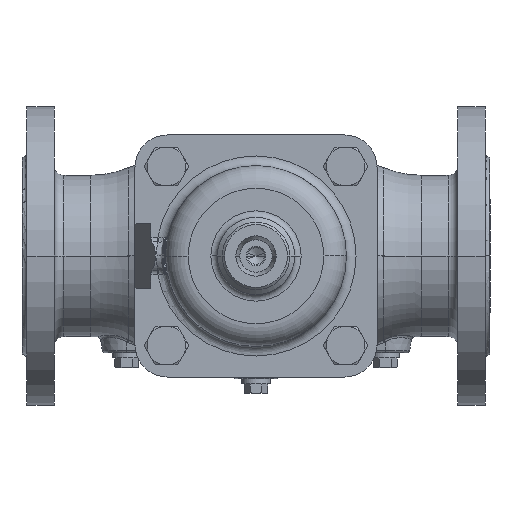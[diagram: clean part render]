
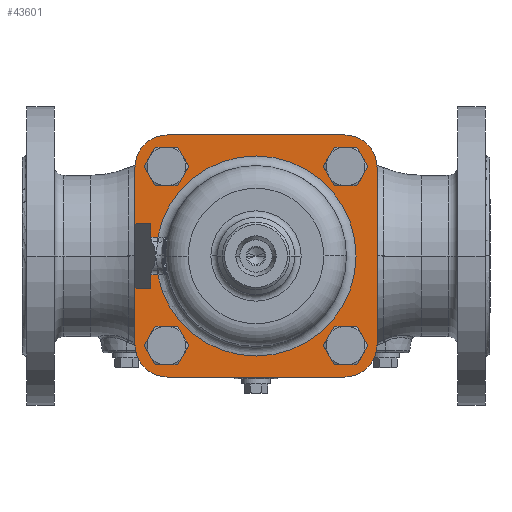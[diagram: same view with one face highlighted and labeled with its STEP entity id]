
A CAD part, front view. The second image highlights one B-rep face of the part: STEP entity #43601.
In plain terms, the highlighted planar face has unit normal (0, -1, 0).
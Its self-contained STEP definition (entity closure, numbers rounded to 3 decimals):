
#36845=CARTESIAN_POINT('',(-55.508,131.,55.508));
#36846=DIRECTION('',(0.,-1.,0.));
#36847=DIRECTION('',(1.,0.,0.));
#36848=AXIS2_PLACEMENT_3D('',#36845,#36846,#36847);
#36850=CARTESIAN_POINT('',(-55.508,131.,55.508));
#36851=DIRECTION('',(0.,-1.,0.));
#36852=DIRECTION('',(-1.,0.,0.));
#36853=AXIS2_PLACEMENT_3D('',#36850,#36851,#36852);
#36855=CARTESIAN_POINT('',(55.508,131.,55.508));
#36856=DIRECTION('',(0.,-1.,0.));
#36857=DIRECTION('',(1.,0.,0.));
#36858=AXIS2_PLACEMENT_3D('',#36855,#36856,#36857);
#36860=CARTESIAN_POINT('',(55.508,131.,55.508));
#36861=DIRECTION('',(0.,-1.,0.));
#36862=DIRECTION('',(-1.,0.,0.));
#36863=AXIS2_PLACEMENT_3D('',#36860,#36861,#36862);
#36865=CARTESIAN_POINT('',(55.508,131.,-55.508));
#36866=DIRECTION('',(0.,-1.,0.));
#36867=DIRECTION('',(1.,0.,0.));
#36868=AXIS2_PLACEMENT_3D('',#36865,#36866,#36867);
#36870=CARTESIAN_POINT('',(55.508,131.,-55.508));
#36871=DIRECTION('',(0.,-1.,0.));
#36872=DIRECTION('',(-1.,0.,0.));
#36873=AXIS2_PLACEMENT_3D('',#36870,#36871,#36872);
#36875=CARTESIAN_POINT('',(-55.508,131.,-55.508));
#36876=DIRECTION('',(0.,-1.,0.));
#36877=DIRECTION('',(1.,0.,0.));
#36878=AXIS2_PLACEMENT_3D('',#36875,#36876,#36877);
#36880=CARTESIAN_POINT('',(-55.508,131.,-55.508));
#36881=DIRECTION('',(0.,-1.,0.));
#36882=DIRECTION('',(-1.,0.,0.));
#36883=AXIS2_PLACEMENT_3D('',#36880,#36881,#36882);
#36885=DIRECTION('',(-1.,0.,0.));
#36886=VECTOR('',#36885,4.284);
#36887=CARTESIAN_POINT('',(-60.901,131.,
11.619));
#36888=LINE('',#36887,#36886);
#36889=DIRECTION('',(0.,0.,1.));
#36890=VECTOR('',#36889,8.381);
#36891=CARTESIAN_POINT('',(-65.185,131.,11.619));
#36892=LINE('',#36891,#36890);
#36893=DIRECTION('',(1.,0.,0.));
#36894=VECTOR('',#36893,9.815);
#36895=CARTESIAN_POINT('',(-75.,131.,20.));
#36896=LINE('',#36895,#36894);
#36897=DIRECTION('',(0.,0.,-1.));
#36898=VECTOR('',#36897,35.);
#36899=CARTESIAN_POINT('',(-75.,131.,55.));
#36900=LINE('',#36899,#36898);
#36901=CARTESIAN_POINT('',(-55.,131.,55.));
#36902=DIRECTION('',(0.,-1.,0.));
#36903=DIRECTION('',(0.,0.,1.));
#36904=AXIS2_PLACEMENT_3D('',#36901,#36902,#36903);
#36906=DIRECTION('',(-1.,0.,0.));
#36907=VECTOR('',#36906,110.);
#36908=CARTESIAN_POINT('',(55.,131.,75.));
#36909=LINE('',#36908,#36907);
#36910=CARTESIAN_POINT('',(55.,131.,55.));
#36911=DIRECTION('',(0.,-1.,0.));
#36912=DIRECTION('',(1.,0.,0.));
#36913=AXIS2_PLACEMENT_3D('',#36910,#36911,#36912);
#36915=DIRECTION('',(0.,0.,1.));
#36916=VECTOR('',#36915,110.);
#36917=CARTESIAN_POINT('',(75.,131.,-55.));
#36918=LINE('',#36917,#36916);
#36919=CARTESIAN_POINT('',(55.,131.,-55.));
#36920=DIRECTION('',(0.,-1.,0.));
#36921=DIRECTION('',(0.,0.,-1.));
#36922=AXIS2_PLACEMENT_3D('',#36919,#36920,#36921);
#36924=DIRECTION('',(1.,0.,0.));
#36925=VECTOR('',#36924,110.);
#36926=CARTESIAN_POINT('',(-55.,131.,-75.));
#36927=LINE('',#36926,#36925);
#36928=CARTESIAN_POINT('',(-55.,131.,-55.));
#36929=DIRECTION('',(0.,-1.,0.));
#36930=DIRECTION('',(-1.,0.,0.));
#36931=AXIS2_PLACEMENT_3D('',#36928,#36929,#36930);
#36933=DIRECTION('',(0.,0.,-1.));
#36934=VECTOR('',#36933,35.);
#36935=CARTESIAN_POINT('',(-75.,131.,-20.));
#36936=LINE('',#36935,#36934);
#36937=DIRECTION('',(1.,0.,0.));
#36938=VECTOR('',#36937,9.815);
#36939=CARTESIAN_POINT('',(-75.,131.,-20.));
#36940=LINE('',#36939,#36938);
#36941=DIRECTION('',(0.,0.,1.));
#36942=VECTOR('',#36941,8.381);
#36943=CARTESIAN_POINT('',(-65.185,131.,-20.));
#36944=LINE('',#36943,#36942);
#36945=DIRECTION('',(1.,0.,0.));
#36946=VECTOR('',#36945,4.284);
#36947=CARTESIAN_POINT('',(-65.185,131.,-11.619));
#36948=LINE('',#36947,#36946);
#38220=CARTESIAN_POINT('',(0.,131.,0.));
#38221=DIRECTION('',(0.,1.,0.));
#38222=DIRECTION('',(-0.982,0.,0.187));
#38223=AXIS2_PLACEMENT_3D('',#38220,#38221,#38222);
#41167=CARTESIAN_POINT('',(-60.901,131.,
11.619));
#42052=CARTESIAN_POINT('',(-55.,131.,75.));
#42053=CARTESIAN_POINT('',(-75.,131.,55.));
#42054=VERTEX_POINT('',#42052);
#42055=VERTEX_POINT('',#42053);
#42056=CARTESIAN_POINT('',(75.,131.,55.));
#42057=CARTESIAN_POINT('',(55.,131.,75.));
#42058=VERTEX_POINT('',#42056);
#42059=VERTEX_POINT('',#42057);
#42060=CARTESIAN_POINT('',(55.,131.,-75.));
#42061=CARTESIAN_POINT('',(75.,131.,-55.));
#42062=VERTEX_POINT('',#42060);
#42063=VERTEX_POINT('',#42061);
#42064=CARTESIAN_POINT('',(-75.,131.,-55.));
#42065=CARTESIAN_POINT('',(-55.,131.,-75.));
#42066=VERTEX_POINT('',#42064);
#42067=VERTEX_POINT('',#42065);
#42100=CARTESIAN_POINT('',(-46.508,131.,55.508));
#42101=CARTESIAN_POINT('',(-64.508,131.,55.508));
#42102=VERTEX_POINT('',#42100);
#42103=VERTEX_POINT('',#42101);
#42112=CARTESIAN_POINT('',(64.508,131.,55.508));
#42113=CARTESIAN_POINT('',(46.508,131.,55.508));
#42114=VERTEX_POINT('',#42112);
#42115=VERTEX_POINT('',#42113);
#42124=CARTESIAN_POINT('',(64.508,131.,-55.508));
#42125=CARTESIAN_POINT('',(46.508,131.,-55.508));
#42126=VERTEX_POINT('',#42124);
#42127=VERTEX_POINT('',#42125);
#42136=CARTESIAN_POINT('',(-46.508,131.,-55.508));
#42137=CARTESIAN_POINT('',(-64.508,131.,-55.508));
#42138=VERTEX_POINT('',#42136);
#42139=VERTEX_POINT('',#42137);
#42164=CARTESIAN_POINT('',(-75.,131.,-20.));
#42165=CARTESIAN_POINT('',(-65.185,131.,-20.));
#42166=VERTEX_POINT('',#42164);
#42167=VERTEX_POINT('',#42165);
#42168=CARTESIAN_POINT('',(-75.,131.,20.));
#42169=CARTESIAN_POINT('',(-65.185,131.,20.));
#42170=VERTEX_POINT('',#42168);
#42171=VERTEX_POINT('',#42169);
#42176=CARTESIAN_POINT('',(-65.185,131.,-11.619));
#42177=VERTEX_POINT('',#42176);
#42178=CARTESIAN_POINT('',(-65.185,131.,11.619));
#42179=VERTEX_POINT('',#42178);
#42192=CARTESIAN_POINT('',(-60.902,131.,-11.619));
#42194=VERTEX_POINT('',#42192);
#42196=VERTEX_POINT('',#41167);
#43539=CARTESIAN_POINT('',(0.,131.,0.));
#43540=DIRECTION('',(0.,1.,0.));
#43541=DIRECTION('',(0.,0.,-1.));
#43542=AXIS2_PLACEMENT_3D('',#43539,#43540,#43541);
#43543=PLANE('',#43542);
#43545=ORIENTED_EDGE('',*,*,#43544,.F.);
#43547=ORIENTED_EDGE('',*,*,#43546,.T.);
#43549=ORIENTED_EDGE('',*,*,#43548,.T.);
#43551=ORIENTED_EDGE('',*,*,#43550,.F.);
#43553=ORIENTED_EDGE('',*,*,#43552,.F.);
#43555=ORIENTED_EDGE('',*,*,#43554,.F.);
#43557=ORIENTED_EDGE('',*,*,#43556,.F.);
#43559=ORIENTED_EDGE('',*,*,#43558,.F.);
#43561=ORIENTED_EDGE('',*,*,#43560,.F.);
#43563=ORIENTED_EDGE('',*,*,#43562,.F.);
#43565=ORIENTED_EDGE('',*,*,#43564,.F.);
#43567=ORIENTED_EDGE('',*,*,#43566,.F.);
#43569=ORIENTED_EDGE('',*,*,#43568,.F.);
#43571=ORIENTED_EDGE('',*,*,#43570,.T.);
#43573=ORIENTED_EDGE('',*,*,#43572,.T.);
#43575=ORIENTED_EDGE('',*,*,#43574,.T.);
#43576=EDGE_LOOP('',(#43545,#43547,#43549,#43551,#43553,#43555,#43557,#43559,
#43561,#43563,#43565,#43567,#43569,#43571,#43573,#43575));
#43577=FACE_OUTER_BOUND('',#43576,.F.);
#43579=ORIENTED_EDGE('',*,*,#43578,.T.);
#43581=ORIENTED_EDGE('',*,*,#43580,.T.);
#43582=EDGE_LOOP('',(#43579,#43581));
#43583=FACE_BOUND('',#43582,.F.);
#43585=ORIENTED_EDGE('',*,*,#43584,.T.);
#43587=ORIENTED_EDGE('',*,*,#43586,.T.);
#43588=EDGE_LOOP('',(#43585,#43587));
#43589=FACE_BOUND('',#43588,.F.);
#43590=ORIENTED_EDGE('',*,*,#43523,.T.);
#43592=ORIENTED_EDGE('',*,*,#43591,.T.);
#43593=EDGE_LOOP('',(#43590,#43592));
#43594=FACE_BOUND('',#43593,.F.);
#43596=ORIENTED_EDGE('',*,*,#43595,.T.);
#43598=ORIENTED_EDGE('',*,*,#43597,.T.);
#43599=EDGE_LOOP('',(#43596,#43598));
#43600=FACE_BOUND('',#43599,.F.);
#43601=ADVANCED_FACE('',(#43577,#43583,#43589,#43594,#43600),#43543,.F.);
#36849=CIRCLE('',#36848,9.);
#36854=CIRCLE('',#36853,9.);
#36859=CIRCLE('',#36858,9.);
#36864=CIRCLE('',#36863,9.);
#36869=CIRCLE('',#36868,9.);
#36874=CIRCLE('',#36873,9.);
#36879=CIRCLE('',#36878,9.);
#36884=CIRCLE('',#36883,9.);
#36905=CIRCLE('',#36904,20.);
#36914=CIRCLE('',#36913,20.);
#36923=CIRCLE('',#36922,20.);
#36932=CIRCLE('',#36931,20.);
#38224=CIRCLE('',#38223,62.);
#43523=EDGE_CURVE('',#42138,#42139,#36879,.T.);
#43544=EDGE_CURVE('',#42196,#42194,#38224,.T.);
#43546=EDGE_CURVE('',#42196,#42179,#36888,.T.);
#43548=EDGE_CURVE('',#42179,#42171,#36892,.T.);
#43550=EDGE_CURVE('',#42170,#42171,#36896,.T.);
#43552=EDGE_CURVE('',#42055,#42170,#36900,.T.);
#43554=EDGE_CURVE('',#42054,#42055,#36905,.T.);
#43556=EDGE_CURVE('',#42059,#42054,#36909,.T.);
#43558=EDGE_CURVE('',#42058,#42059,#36914,.T.);
#43560=EDGE_CURVE('',#42063,#42058,#36918,.T.);
#43562=EDGE_CURVE('',#42062,#42063,#36923,.T.);
#43564=EDGE_CURVE('',#42067,#42062,#36927,.T.);
#43566=EDGE_CURVE('',#42066,#42067,#36932,.T.);
#43568=EDGE_CURVE('',#42166,#42066,#36936,.T.);
#43570=EDGE_CURVE('',#42166,#42167,#36940,.T.);
#43572=EDGE_CURVE('',#42167,#42177,#36944,.T.);
#43574=EDGE_CURVE('',#42177,#42194,#36948,.T.);
#43578=EDGE_CURVE('',#42114,#42115,#36859,.T.);
#43580=EDGE_CURVE('',#42115,#42114,#36864,.T.);
#43584=EDGE_CURVE('',#42126,#42127,#36869,.T.);
#43586=EDGE_CURVE('',#42127,#42126,#36874,.T.);
#43591=EDGE_CURVE('',#42139,#42138,#36884,.T.);
#43595=EDGE_CURVE('',#42102,#42103,#36849,.T.);
#43597=EDGE_CURVE('',#42103,#42102,#36854,.T.);
